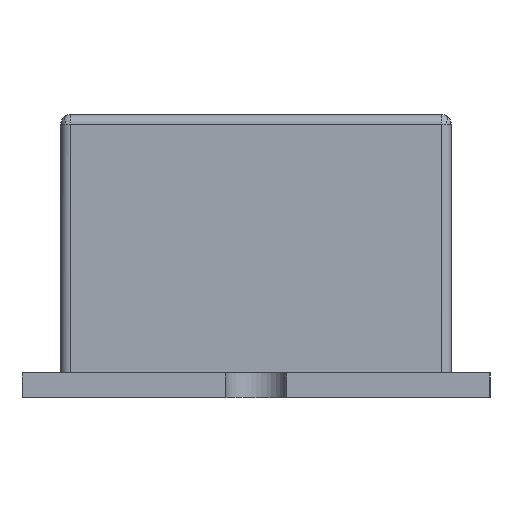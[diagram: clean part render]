
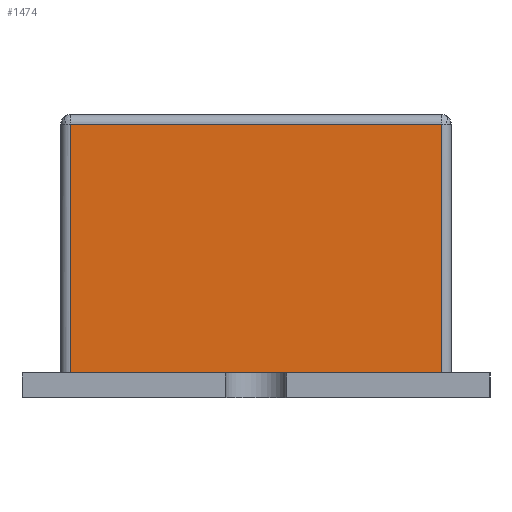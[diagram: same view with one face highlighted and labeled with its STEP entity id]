
A CAD part, left-side view. The second image highlights one B-rep face of the part: STEP entity #1474.
In plain terms, the highlighted planar face has unit normal (-1, 0, 0).
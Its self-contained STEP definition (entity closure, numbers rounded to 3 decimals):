
#24 = CARTESIAN_POINT ( 'NONE',  ( -5.55, 4.025, 5.64 ) ) ;
#244 = EDGE_LOOP ( 'NONE', ( #4016, #3002, #1792, #2217 ) ) ;
#527 = CARTESIAN_POINT ( 'NONE',  ( -5.55, 3.825, 0.51 ) ) ;
#557 = VECTOR ( 'NONE', #3728, 1000. ) ;
#813 = VECTOR ( 'NONE', #4752, 1000. ) ;
#1064 = DIRECTION ( 'NONE',  ( 0., -1., 0. ) ) ;
#1067 = CARTESIAN_POINT ( 'NONE',  ( -5.55, 0., 0.51 ) ) ;
#1298 = VECTOR ( 'NONE', #4933, 1000. ) ;
#1448 = CARTESIAN_POINT ( 'NONE',  ( -5.55, 4.025, 0.51 ) ) ;
#1474 = ADVANCED_FACE ( 'NONE', ( #3428 ), #3483, .T. ) ;
#1578 = CARTESIAN_POINT ( 'NONE',  ( -5.55, -3.825, 5.64 ) ) ;
#1586 = EDGE_CURVE ( 'NONE', #3744, #3700, #3048, .T. ) ;
#1792 = ORIENTED_EDGE ( 'NONE', *, *, #4957, .T. ) ;
#1888 = DIRECTION ( 'NONE',  ( -1., 0., 0. ) ) ;
#2081 = CARTESIAN_POINT ( 'NONE',  ( -5.55, 3.825, 5.64 ) ) ;
#2217 = ORIENTED_EDGE ( 'NONE', *, *, #2942, .F. ) ;
#2413 = VECTOR ( 'NONE', #4971, 1000. ) ;
#2709 = LINE ( 'NONE', #4181, #1298 ) ;
#2734 = EDGE_CURVE ( 'NONE', #4053, #3744, #2709, .T. ) ;
#2942 = EDGE_CURVE ( 'NONE', #4053, #3745, #3648, .T. ) ;
#3002 = ORIENTED_EDGE ( 'NONE', *, *, #1586, .T. ) ;
#3048 = LINE ( 'NONE', #24, #2413 ) ;
#3428 = FACE_OUTER_BOUND ( 'NONE', #244, .T. ) ;
#3483 = PLANE ( 'NONE',  #3850 ) ;
#3648 = LINE ( 'NONE', #1067, #557 ) ;
#3700 = VERTEX_POINT ( 'NONE', #2081 ) ;
#3728 = DIRECTION ( 'NONE',  ( 0., 1., 0. ) ) ;
#3744 = VERTEX_POINT ( 'NONE', #1578 ) ;
#3745 = VERTEX_POINT ( 'NONE', #4950 ) ;
#3850 = AXIS2_PLACEMENT_3D ( 'NONE', #1448, #1888, #1064 ) ;
#4016 = ORIENTED_EDGE ( 'NONE', *, *, #2734, .T. ) ;
#4053 = VERTEX_POINT ( 'NONE', #4673 ) ;
#4181 = CARTESIAN_POINT ( 'NONE',  ( -5.55, -3.825, 0.51 ) ) ;
#4359 = LINE ( 'NONE', #527, #813 ) ;
#4673 = CARTESIAN_POINT ( 'NONE',  ( -5.55, -3.825, 0.51 ) ) ;
#4752 = DIRECTION ( 'NONE',  ( 0., 0., -1. ) ) ;
#4933 = DIRECTION ( 'NONE',  ( 0., 0., 1. ) ) ;
#4950 = CARTESIAN_POINT ( 'NONE',  ( -5.55, 3.825, 0.51 ) ) ;
#4957 = EDGE_CURVE ( 'NONE', #3700, #3745, #4359, .T. ) ;
#4971 = DIRECTION ( 'NONE',  ( 0., 1., 0. ) ) ;
